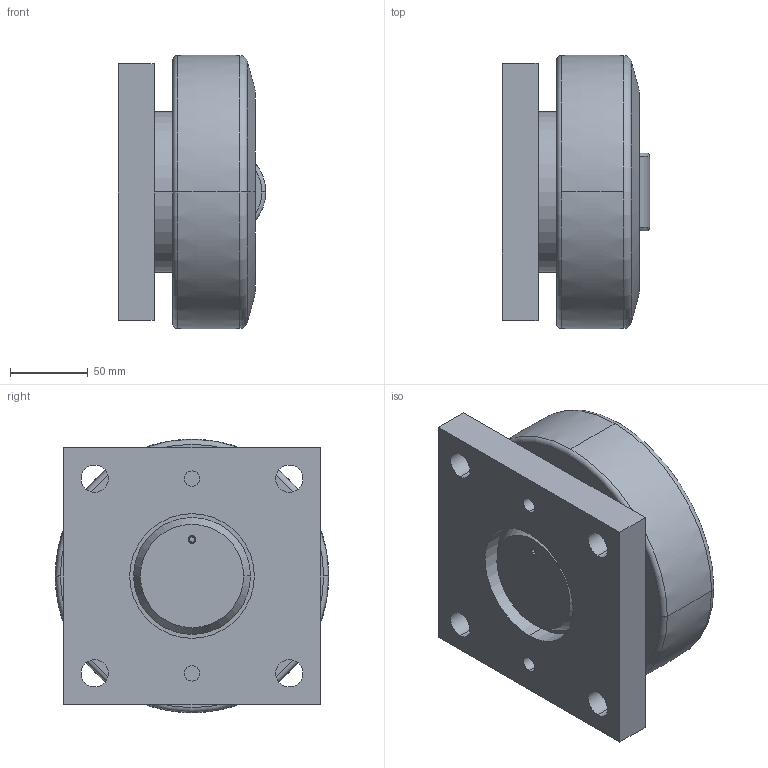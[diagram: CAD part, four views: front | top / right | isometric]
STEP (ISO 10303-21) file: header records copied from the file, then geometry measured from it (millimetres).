
FILE_DESCRIPTION(('STEP AP203'),'1');
FILE_NAME('pr_4_064_ap89-q.stp','2024-06-18T13:02:40',('TraceParts'),('TraceParts S.A.'),'Spatial InterOp 3D',' ',' ');
FILE_SCHEMA(('CONFIG_CONTROL_DESIGN'));
Length unit declared in the file: millimetre
Products named in the file (1): 1
Bounding box: 94.75 x 175.66 x 175.66 mm (x, y, z)
Volume: 1921190.9 mm3; surface area: 146162.2 mm2
Topology: 1 solids, 3 shells, 103 faces, 248 edges, 159 vertices
Faces by surface type: cylinder 42, plane 36, torus 13, cone 12
Entity records: 3168 total; most frequent: CARTESIAN_POINT 619, DIRECTION 568, ORIENTED_EDGE 484, EDGE_CURVE 242, AXIS2_PLACEMENT_3D 234, VERTEX_POINT 159, EDGE_LOOP 131, CIRCLE 130
